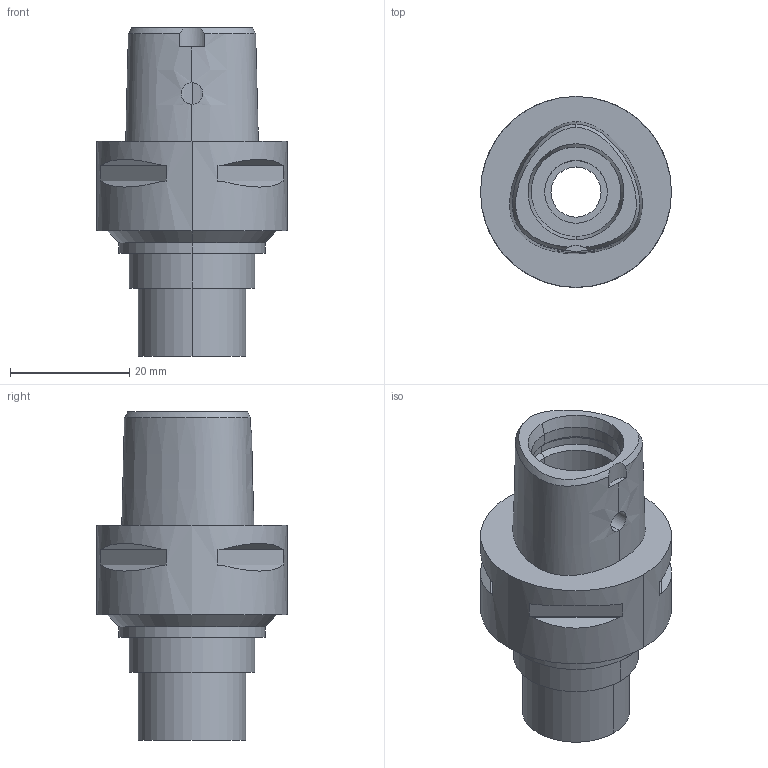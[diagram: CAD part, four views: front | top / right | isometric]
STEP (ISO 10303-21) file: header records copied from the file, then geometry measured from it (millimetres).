
FILE_DESCRIPTION((''),'2;1');
FILE_NAME('C3-MEGA8N-45','2020-09-24T',('ykawabe'),(''),'CREO PARAMETRIC BY PTC INC, 2016380','CREO PARAMETRIC BY PTC INC, 2016380','');
FILE_SCHEMA(('AUTOMOTIVE_DESIGN { 1 0 10303 214 1 1 1 1 }'));
Length unit declared in the file: millimetre
Products named in the file (1): C3-MEGA8N-45
Bounding box: 32 x 32 x 55 mm (x, y, z)
Volume: 19702.7 mm3; surface area: 7546.8 mm2
Topology: 1 solids, 1 shells, 68 faces, 151 edges, 95 vertices
Faces by surface type: plane 31, cylinder 23, cone 8, bspline 4, torus 2
Entity records: 3443 total; most frequent: CARTESIAN_POINT 1219, DIRECTION 333, ORIENTED_EDGE 302, PRESENTATION_STYLE_ASSIGNMENT 156, STYLED_ITEM 156, CURVE_STYLE 155, EDGE_CURVE 151, AXIS2_PLACEMENT_3D 137
